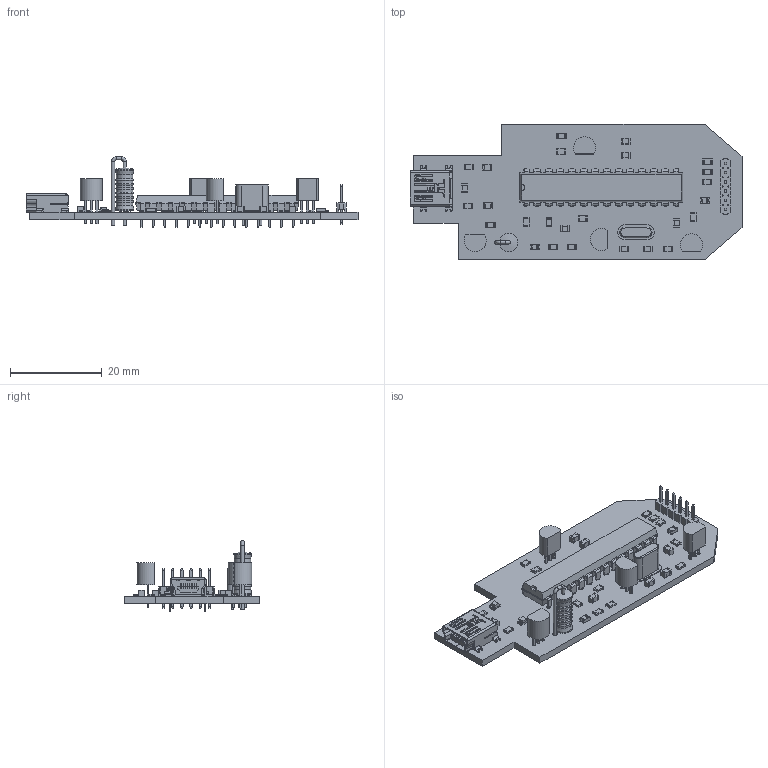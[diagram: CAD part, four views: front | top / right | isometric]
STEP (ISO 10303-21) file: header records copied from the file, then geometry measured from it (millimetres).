
FILE_DESCRIPTION(('KiCad electronic assembly'),'2;1');
FILE_NAME('PICKIT2.step','2024-04-20T19:59:03',('Pcbnew'),('Kicad'), 'Open CASCADE STEP processor 7.7','KiCad to STEP converter','Unknown' );
FILE_SCHEMA(('AUTOMOTIVE_DESIGN { 1 0 10303 214 1 1 1 1 }'));
Length unit declared in the file: millimetre
Products named in the file (22): PICKIT2 1; TO-92_Inline; TO-92_Inline_Narrow; 62000611121; 62000611121_1; R_0805_2012Metric; C_0805_2012Metric; Crystal_HC52-6mm_Vertical; D_0805_2012Metric; D_0805; LED_0805_2012Metric; DIP-28_W7.62mm; USB_Mini-B_Lumberg_2486_01_Horizontal; L_Axial_L9.5mm_D4.0mm_P2.54mm_Vertical_Fastron_SMCC; _autosave-PICKIT2_PCB
Assembly tree (46 placements, depth 3):
  PICKIT2 1
    TO-92_Inline  x4
      TO-92_Inline_Narrow
    62000611121
      62000611121_1
    R_0805_2012Metric  x15
      R_0805_2012Metric
    C_0805_2012Metric  x7
      C_0805_2012Metric
    Crystal_HC52-6mm_Vertical
      Crystal_HC52-6mm_Vertical
    D_0805_2012Metric  x2
      D_0805
    LED_0805_2012Metric  x2
      LED_0805_2012Metric
    DIP-28_W7.62mm
      DIP-28_W7.62mm
    USB_Mini-B_Lumberg_2486_01_Horizontal
      USB_Mini-B_Lumberg_2486_01_Horizontal
    L_Axial_L9.5mm_D4.0mm_P2.54mm_Vertical_Fastron_SMCC
      L_Axial_L9.5mm_D4.0mm_P2.54mm_Vertical_Fastron_SMCC
    _autosave-PICKIT2_PCB
Bounding box: 72.33 x 29.6 x 15.35 mm (x, y, z)
Volume: 4408.6 mm3; surface area: 7172.4 mm2
Topology: 42 solids, 42 shells, 2103 faces, 5700 edges, 3693 vertices
Faces by surface type: plane 1495, cylinder 550, bspline 40, torus 14, cone 4
Full cylindrical faces by diameter (mm): 0.5 x2, 0.7 x4, 0.75 x12, 0.8 x38, 1 x4, 3.6 x7, 4 x2
Entity records: 54565 total; most frequent: CARTESIAN_POINT 8631, ORIENTED_EDGE 7898, DIRECTION 7480, EDGE_CURVE 3949, LINE 3216, VECTOR 3216, VERTEX_POINT 2547, AXIS2_PLACEMENT_3D 2132
